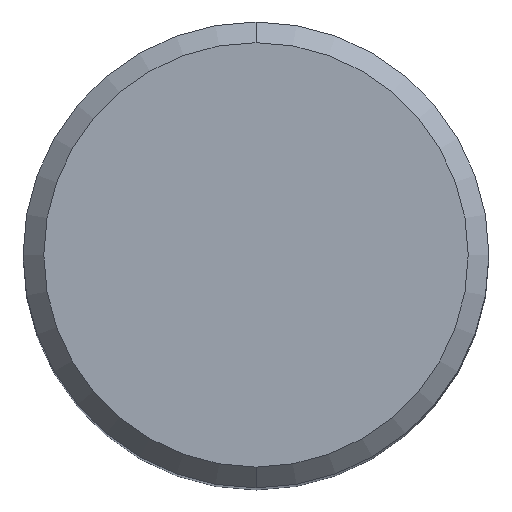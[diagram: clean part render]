
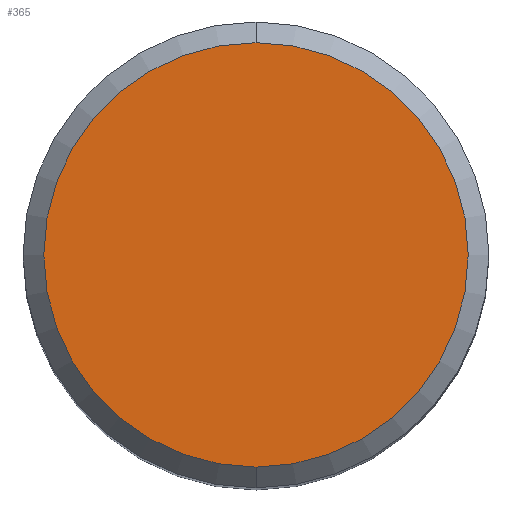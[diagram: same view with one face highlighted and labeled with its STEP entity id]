
A CAD part, top view. The second image highlights one B-rep face of the part: STEP entity #365.
In plain terms, the highlighted planar face has unit normal (0, 0, 1).
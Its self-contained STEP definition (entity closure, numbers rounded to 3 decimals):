
#239=VERTEX_POINT('',#539);
#297=VERTEX_POINT('',#601);
#361=EDGE_CURVE('',#239,#297,#671,.T.);
#365=ADVANCED_FACE('',(#675),#676,.T.);
#369=EDGE_CURVE('',#297,#239,#680,.T.);
#539=CARTESIAN_POINT('',(0.,-8.2,0.));
#601=CARTESIAN_POINT('',(0.0,8.2,0.));
#671=CIRCLE('',#1230,8.2);
#675=FACE_OUTER_BOUND('',#1233,.T.);
#676=PLANE('',#1234);
#680=CIRCLE('',#1241,8.2);
#1230=AXIS2_PLACEMENT_3D('',#1658,#1659,#1660);
#1233=EDGE_LOOP('',(#1663,#1664));
#1234=AXIS2_PLACEMENT_3D('',#1665,#1666,#1667);
#1241=AXIS2_PLACEMENT_3D('',#1669,#1670,#1671);
#1658=CARTESIAN_POINT('',(0.0,0.0,0.));
#1659=DIRECTION('',(0.0,0.0,-1.0));
#1660=DIRECTION('',(0.0,1.0,0.0));
#1663=ORIENTED_EDGE('',*,*,#369,.F.);
#1664=ORIENTED_EDGE('',*,*,#361,.F.);
#1665=CARTESIAN_POINT('',(0.0,4.1,0.));
#1666=DIRECTION('',(-0.0,0.0,1.0));
#1667=DIRECTION('',(0.0,-1.0,0.0));
#1669=CARTESIAN_POINT('',(0.0,0.0,0.));
#1670=DIRECTION('',(0.0,0.0,-1.0));
#1671=DIRECTION('',(0.0,1.0,0.0));
